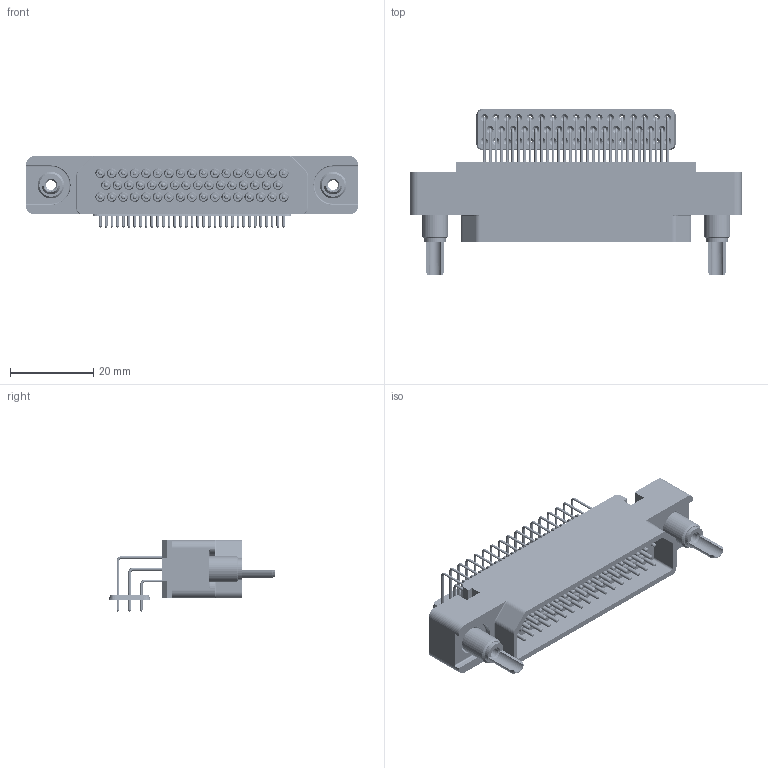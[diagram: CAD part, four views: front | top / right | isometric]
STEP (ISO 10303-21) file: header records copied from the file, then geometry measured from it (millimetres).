
FILE_DESCRIPTION((''),'2;1');
FILE_NAME('00192023000','2019-10-30T',('presta_be4'),(''),'CREO PARAMETRIC BY PTC INC, 2018360','CREO PARAMETRIC BY PTC INC, 2018360','');
FILE_SCHEMA(('CONFIG_CONTROL_DESIGN'));
Products named in the file (1): 00192023000
Bounding box: 80 x 40.1 x 17.3 mm (x, y, z)
Volume: 12470.1 mm3; surface area: 19530.8 mm2
Topology: 20 solids, 38 shells, 5354 faces, 12097 edges, 7264 vertices
Faces by surface type: cylinder 1868, plane 1784, cone 980, torus 556, bspline 166
Entity records: 171578 total; most frequent: CARTESIAN_POINT 49017, DIRECTION 27293, ORIENTED_EDGE 24186, EDGE_CURVE 12093, AXIS2_PLACEMENT_3D 10359, VERTEX_POINT 7264, VECTOR 6575, LINE 6575
